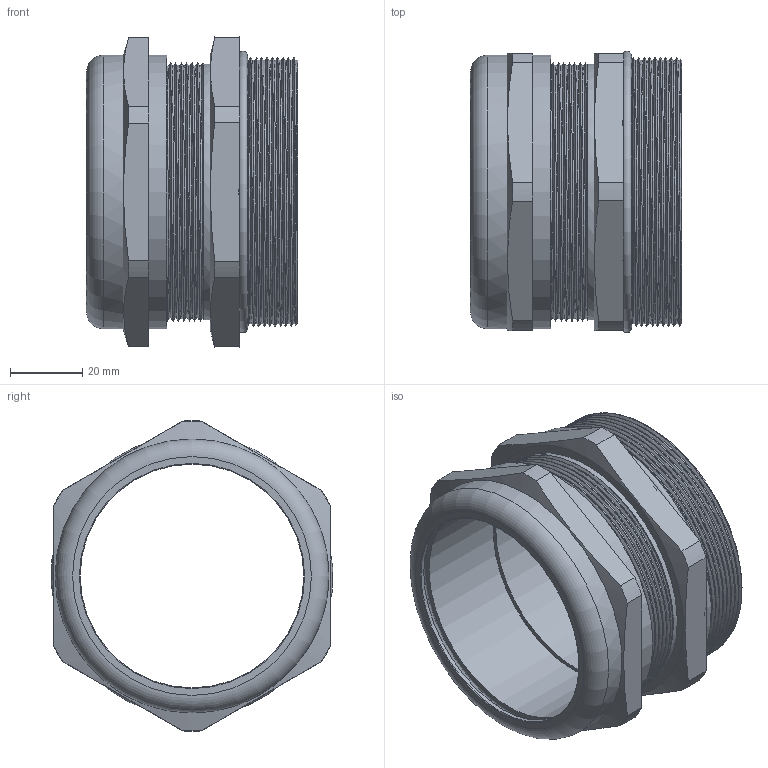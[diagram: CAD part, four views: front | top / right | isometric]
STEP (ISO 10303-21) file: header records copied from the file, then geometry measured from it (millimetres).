
FILE_DESCRIPTION(/* description */ ('Euro-Tight M 75x1,5, KB:56-62,0 mm'),/* implementation_level */ '2;1');
FILE_NAME(/* name */ '63080575-RST.stp',/* time_stamp */ '2021-04-28T07:38:51+02:00',/* author */ ('sl'),/* organization */ (''),/* preprocessor_version */ 'ST-DEVELOPER v16.5',/* originating_system */ 'Autodesk Inventor 2017',/* authorisation */ '');
FILE_SCHEMA (('AUTOMOTIVE_DESIGN { 1 0 10303 214 3 1 1 }'));
Length unit declared in the file: millimetre
Products named in the file (5): 63080575; 63080575_1; 63080575_2; 63080575_3; 63080575_4
Assembly tree (4 placements, depth 2):
  63080575
    63080575_1
    63080575_2
    63080575_3
    63080575_4
Bounding box: 58.59 x 78.1 x 86.14 mm (x, y, z)
Volume: 79399 mm3; surface area: 53284.8 mm2
Topology: 4 solids, 4 shells, 491 faces, 1426 edges, 947 vertices
Faces by surface type: plane 347, cone 85, cylinder 49, bspline 6, torus 4
Full cylindrical faces by diameter (mm): 62.1 x1, 62.37 x1, 62.8 x1, 64.84 x1, 65 x1, 69.3 x1, 69.75 x11, 70.278 x9, 71 x1, 73 x1, 76 x2, 76.5 x1
Entity records: 21435 total; most frequent: CARTESIAN_POINT 8144, DIRECTION 3193, ORIENTED_EDGE 2680, AXIS2_PLACEMENT_3D 1417, EDGE_CURVE 1340, VERTEX_POINT 900, CIRCLE 625, EDGE_LOOP 502
